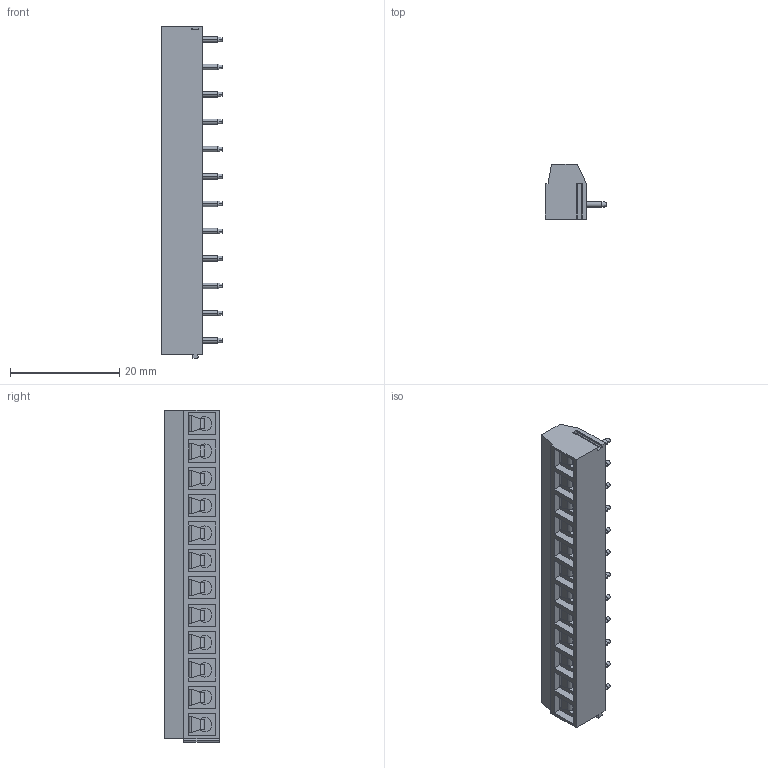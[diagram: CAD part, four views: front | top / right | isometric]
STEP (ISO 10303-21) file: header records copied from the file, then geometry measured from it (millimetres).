
FILE_DESCRIPTION((''),'2;1');
FILE_NAME('TL201R','2024-12-11T',('sj'),(''),'PRO/ENGINEER BY PARAMETRIC TECHNOLOGY CORPORATION, 2013240','PRO/ENGINEER BY PARAMETRIC TECHNOLOGY CORPORATION, 2013240','');
FILE_SCHEMA(('AUTOMOTIVE_DESIGN_CC2 { 1 2 10303 214 -1 1 5 2 }'));
Length unit declared in the file: millimetre
Products named in the file (1): TL201R
Bounding box: 11.2 x 10 x 60.68 mm (x, y, z)
Volume: 3564.3 mm3; surface area: 3816.7 mm2
Topology: 1 solids, 1 shells, 613 faces, 1557 edges, 982 vertices
Faces by surface type: plane 281, cylinder 212, cone 96, torus 24
Entity records: 18711 total; most frequent: CARTESIAN_POINT 3500, DIRECTION 3303, ORIENTED_EDGE 3114, EDGE_CURVE 1557, AXIS2_PLACEMENT_3D 1205, VERTEX_POINT 982, VECTOR 893, LINE 893
